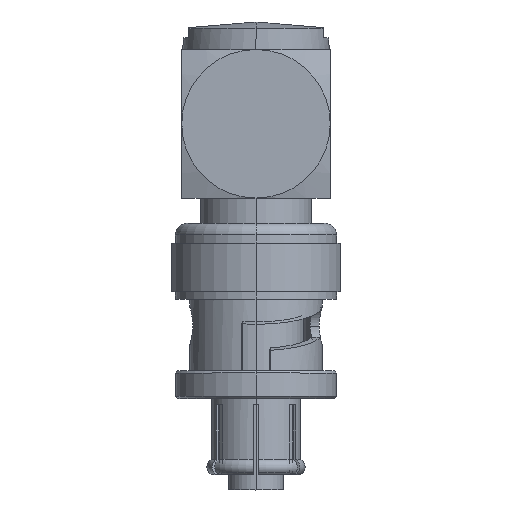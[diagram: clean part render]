
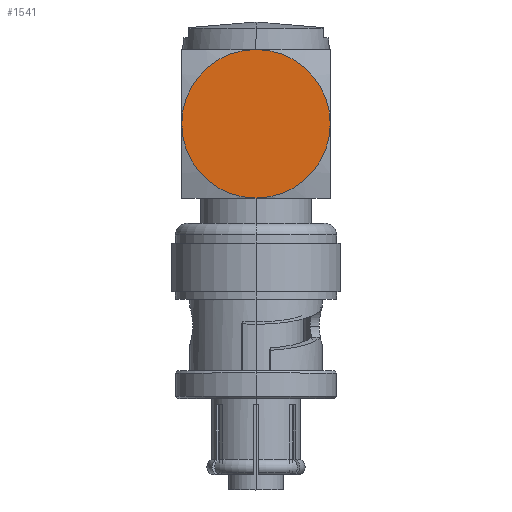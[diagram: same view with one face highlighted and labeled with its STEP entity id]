
A CAD part, top view. The second image highlights one B-rep face of the part: STEP entity #1541.
In plain terms, the highlighted face is planar.
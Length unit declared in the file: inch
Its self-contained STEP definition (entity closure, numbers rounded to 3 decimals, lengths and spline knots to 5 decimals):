
#62 = AXIS2_PLACEMENT_3D ( 'NONE', #7122, #2890, #9830 ) ;
#833 = VERTEX_POINT ( 'NONE', #4607 ) ;
#1198 = AXIS2_PLACEMENT_3D ( 'NONE', #10909, #8362, #5081 ) ;
#1450 = CARTESIAN_POINT ( 'NONE',  ( -0.25, -0.90702, 0. ) ) ;
#1513 = AXIS2_PLACEMENT_3D ( 'NONE', #7410, #10803, #6263 ) ;
#1541 = ADVANCED_FACE ( 'NONE', ( #10242 ), #2567, .T. ) ;
#1832 = DIRECTION ( 'NONE',  ( 0., 0., 1. ) ) ;
#2463 = DIRECTION ( 'NONE',  ( 0., 0., -1. ) ) ;
#2567 = PLANE ( 'NONE',  #1198 ) ;
#2718 = ORIENTED_EDGE ( 'NONE', *, *, #9104, .T. ) ;
#2890 = DIRECTION ( 'NONE',  ( -1., 0., 0. ) ) ;
#3536 = VERTEX_POINT ( 'NONE', #9032 ) ;
#3640 = CIRCLE ( 'NONE', #6301, 0.25 ) ;
#3846 = AXIS2_PLACEMENT_3D ( 'NONE', #10470, #6078, #1832 ) ;
#4129 = VERTEX_POINT ( 'NONE', #1450 ) ;
#4320 = EDGE_LOOP ( 'NONE', ( #6914, #7290, #2718, #5365 ) ) ;
#4575 = CIRCLE ( 'NONE', #3846, 0.25 ) ;
#4607 = CARTESIAN_POINT ( 'NONE',  ( -0.25, -1.40702, 0. ) ) ;
#4888 = CIRCLE ( 'NONE', #62, 0.25 ) ;
#5081 = DIRECTION ( 'NONE',  ( 0., 0., 1. ) ) ;
#5082 = CARTESIAN_POINT ( 'NONE',  ( -0.25, -1.15702, 0. ) ) ;
#5365 = ORIENTED_EDGE ( 'NONE', *, *, #9288, .T. ) ;
#5917 = DIRECTION ( 'NONE',  ( -1., 0., 0. ) ) ;
#6066 = VERTEX_POINT ( 'NONE', #6437 ) ;
#6078 = DIRECTION ( 'NONE',  ( -1., 0., 0. ) ) ;
#6263 = DIRECTION ( 'NONE',  ( 0., 1., 0. ) ) ;
#6301 = AXIS2_PLACEMENT_3D ( 'NONE', #5082, #5917, #2463 ) ;
#6437 = CARTESIAN_POINT ( 'NONE',  ( -0.25, -1.15702, 0.25 ) ) ;
#6914 = ORIENTED_EDGE ( 'NONE', *, *, #7641, .T. ) ;
#7122 = CARTESIAN_POINT ( 'NONE',  ( -0.25, -1.15702, 0. ) ) ;
#7290 = ORIENTED_EDGE ( 'NONE', *, *, #7303, .T. ) ;
#7303 = EDGE_CURVE ( 'NONE', #4129, #3536, #8455, .T. ) ;
#7410 = CARTESIAN_POINT ( 'NONE',  ( -0.25, -1.15702, 0. ) ) ;
#7641 = EDGE_CURVE ( 'NONE', #6066, #4129, #4575, .T. ) ;
#8362 = DIRECTION ( 'NONE',  ( -1., 0., 0. ) ) ;
#8455 = CIRCLE ( 'NONE', #1513, 0.25 ) ;
#9032 = CARTESIAN_POINT ( 'NONE',  ( -0.25, -1.15702, -0.25 ) ) ;
#9104 = EDGE_CURVE ( 'NONE', #3536, #833, #3640, .T. ) ;
#9288 = EDGE_CURVE ( 'NONE', #833, #6066, #4888, .T. ) ;
#9830 = DIRECTION ( 'NONE',  ( 0., -1., 0. ) ) ;
#10242 = FACE_OUTER_BOUND ( 'NONE', #4320, .T. ) ;
#10470 = CARTESIAN_POINT ( 'NONE',  ( -0.25, -1.15702, 0. ) ) ;
#10803 = DIRECTION ( 'NONE',  ( -1., 0., 0. ) ) ;
#10909 = CARTESIAN_POINT ( 'NONE',  ( -0.25, -0.90702, -0.25 ) ) ;
